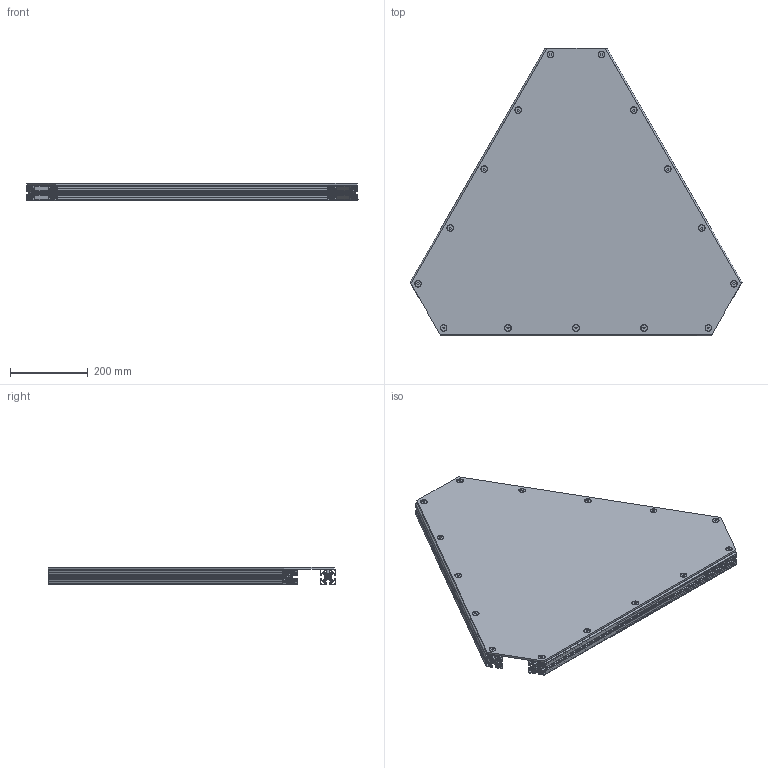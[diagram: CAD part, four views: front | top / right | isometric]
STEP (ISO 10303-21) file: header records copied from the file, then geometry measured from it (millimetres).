
FILE_DESCRIPTION((''),'2;1');
FILE_NAME('H11017-50-000_Haromszog_konzol_2_oa.stp','2017-10-19T11:43:53',('TT'),(''),'Autodesk Inventor 2012','Autodesk Inventor 2012','');
FILE_SCHEMA(('AUTOMOTIVE_DESIGN { 1 0 10303 214 1 1 1 1 }'));
Length unit declared in the file: millimetre
Products named in the file (4): H11017-50-000_Haromszog_konzol_2_oa; H11017-50-003_Lap_teli; H1102017-50-102_item_7000009_Profile_8_40x40x700; DIN 7991 M8x16
Assembly tree (19 placements, depth 2):
  H11017-50-000_Haromszog_konzol_2_oa
    H11017-50-003_Lap_teli
    H1102017-50-102_item_7000009_Profile_8_40x40x700  x3
    DIN 7991 M8x16  x15
Bounding box: 854.62 x 740.12 x 45 mm (x, y, z)
Volume: 3132724.2 mm3; surface area: 2089880.4 mm2
Topology: 19 solids, 19 shells, 953 faces, 2640 edges, 1740 vertices
Faces by surface type: cylinder 468, plane 425, cone 45, torus 15
Full cylindrical faces by diameter (mm): 6.8 x3, 8 x15, 9 x15, 16 x15
Entity records: 9646 total; most frequent: DIRECTION 1738, CARTESIAN_POINT 1636, ORIENTED_EDGE 1570, EDGE_CURVE 785, AXIS2_PLACEMENT_3D 643, VERTEX_POINT 541, VECTOR 452, LINE 452
